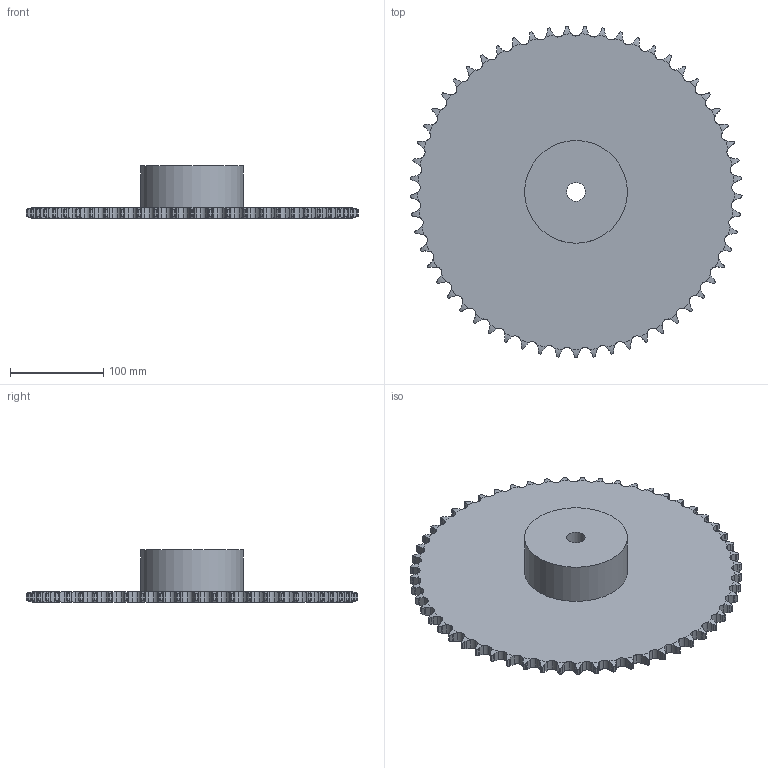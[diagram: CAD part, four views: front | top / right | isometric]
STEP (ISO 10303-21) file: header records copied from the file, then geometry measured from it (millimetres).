
FILE_DESCRIPTION(('FreeCAD Model'),'2;1');
FILE_NAME('Open CASCADE Shape Model','2021-05-30T10:16:53',('FreeCAD'),( 'FreeCAD'),'Open CASCADE STEP processor 7.4','FreeCAD','Unknown');
FILE_SCHEMA(('AUTOMOTIVE_DESIGN { 1 0 10303 214 1 1 1 1 }'));
Products named in the file (1): Open CASCADE STEP translator 7.4 36
Bounding box: 355.31 x 355.18 x 56 mm (x, y, z)
Volume: 1423470.3 mm3; surface area: 219878 mm2
Topology: 1 solids, 1 shells, 633 faces, 1888 edges, 1259 vertices
Faces by surface type: cylinder 401, plane 118, torus 114
Full cylindrical faces by diameter (mm): 20 x1, 110 x1
Entity records: 57478 total; most frequent: CARTESIAN_POINT 25707, DIRECTION 4314, ORIENTED_EDGE 3776, PCURVE 3776, DEFINITIONAL_REPRESENTATION 3776, B_SPLINE_CURVE_WITH_KNOTS 2736, LINE 2119, VECTOR 2119
